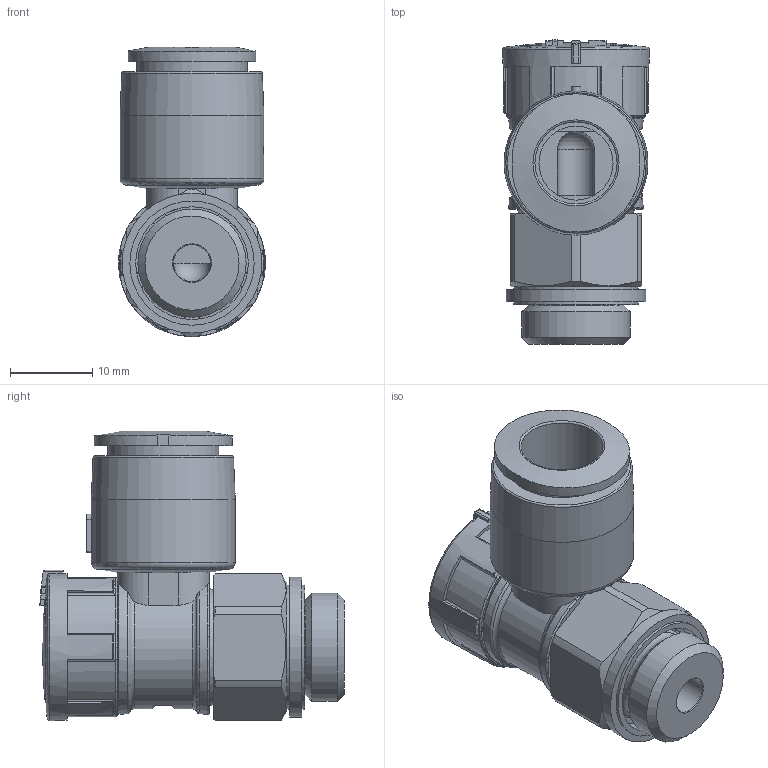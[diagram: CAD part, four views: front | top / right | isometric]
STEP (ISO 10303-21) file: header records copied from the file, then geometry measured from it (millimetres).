
FILE_DESCRIPTION(/* description */ ('STEP AP214'),/* implementation_level */ '2;1');
FILE_NAME(/* name */ '8068730_VFOE-LE-T-G14-Q10',/* time_stamp */ '2024-09-11T05:28:08+02:00',/* author */ ('License CC BY-ND 4.0'),/* organization */ ('CADENAS'),/* preprocessor_version */ 'ST-DEVELOPER v19.3',/* originating_system */ 'PARTsolutions',/* authorisation */ ' ');
FILE_SCHEMA (('AUTOMOTIVE_DESIGN {1 0 10303 214 3 1 1}'));
Length unit declared in the file: millimetre
Products named in the file (3): 8068730 VFOE-LE-T-G14-Q10---(high); 8068730 VFOE-LE-T-G14-Q10---(highp); 34635 OL-1/4
Assembly tree (2 placements, depth 2):
  8068730 VFOE-LE-T-G14-Q10---(high)
    8068730 VFOE-LE-T-G14-Q10---(highp)
    34635 OL-1/4
Bounding box: 17.88 x 37.02 x 35.19 mm (x, y, z)
Volume: 8980.4 mm3; surface area: 5276.4 mm2
Topology: 2 solids, 2 shells, 272 faces, 739 edges, 486 vertices
Faces by surface type: plane 136, cylinder 85, torus 30, cone 15, sphere 6
Full cylindrical faces by diameter (mm): 4.5 x1, 9 x1, 10 x1, 13.157 x1, 13.5 x1, 13.7 x1, 15.1 x2, 16.9 x1, 17 x1, 17.5 x1
Entity records: 10145 total; most frequent: CARTESIAN_POINT 1881, DIRECTION 1394, ORIENTED_EDGE 1386, EDGE_CURVE 693, AXIS2_PLACEMENT_3D 558, VERTEX_POINT 471, EDGE_LOOP 322, FACE_BOUND 322
